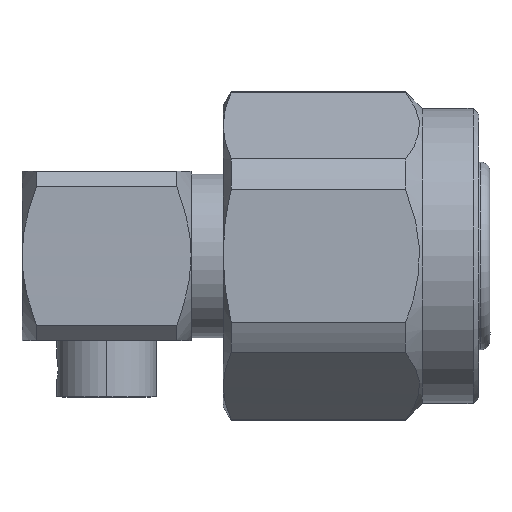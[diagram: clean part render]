
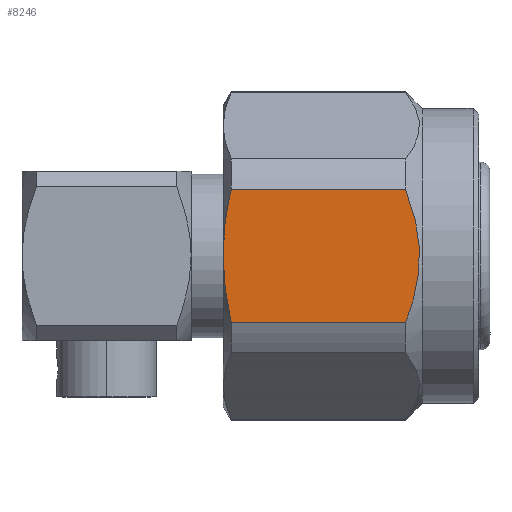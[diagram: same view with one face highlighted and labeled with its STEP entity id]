
A CAD part, top view. The second image highlights one B-rep face of the part: STEP entity #8246.
In plain terms, the highlighted planar face has unit normal (0, 0, 1).
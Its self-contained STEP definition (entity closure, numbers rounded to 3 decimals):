
#176 = CARTESIAN_POINT ( 'NONE',  ( -3.969, 1.881, 8.001 ) ) ;
#201 = CARTESIAN_POINT ( 'NONE',  ( -13.897, -2.955, 8. ) ) ;
#315 = DIRECTION ( 'NONE',  ( 0., 0., 1. ) ) ;
#421 = CARTESIAN_POINT ( 'NONE',  ( -4.5, -3.544, 8. ) ) ;
#700 = LINE ( 'NONE', #9308, #4807 ) ;
#1018 = PLANE ( 'NONE',  #7435 ) ;
#1061 = EDGE_LOOP ( 'NONE', ( #8649, #5250, #6360, #9508, #9407, #3639 ) ) ;
#1106 = CARTESIAN_POINT ( 'NONE',  ( -14.012, 2.371, 8. ) ) ;
#1302 = CARTESIAN_POINT ( 'NONE',  ( -4.097, 2.384, 8.001 ) ) ;
#1453 = EDGE_CURVE ( 'NONE', #4439, #5753, #8382, .T. ) ;
#1590 = CARTESIAN_POINT ( 'NONE',  ( -14.2, -0.023, 8. ) ) ;
#1715 = CARTESIAN_POINT ( 'NONE',  ( -14.12, 1.493, 8. ) ) ;
#1731 = CARTESIAN_POINT ( 'NONE',  ( -4.08, -2.386, 8.001 ) ) ;
#1757 = CARTESIAN_POINT ( 'NONE',  ( -14.076, -1.865, 8.001 ) ) ;
#1785 = CARTESIAN_POINT ( 'NONE',  ( -3.75, 0.601, 8. ) ) ;
#2264 = EDGE_CURVE ( 'NONE', #8370, #9623, #700, .T. ) ;
#2488 = CARTESIAN_POINT ( 'NONE',  ( -3.957, 1.828, 8.001 ) ) ;
#2514 = CARTESIAN_POINT ( 'NONE',  ( -14.051, -2.047, 8.001 ) ) ;
#2523 = CARTESIAN_POINT ( 'NONE',  ( -14.128, 1.419, 8. ) ) ;
#2526 = DIRECTION ( 'NONE',  ( 1., 0., 0. ) ) ;
#2633 = CARTESIAN_POINT ( 'NONE',  ( -14.2, 0.023, 8. ) ) ;
#3055 = CARTESIAN_POINT ( 'NONE',  ( -14.2, 0.023, 8. ) ) ;
#3226 = CARTESIAN_POINT ( 'NONE',  ( -14.19, 0.61, 8. ) ) ;
#3236 = VERTEX_POINT ( 'NONE', #421 ) ;
#3245 = CARTESIAN_POINT ( 'NONE',  ( -3.75, -0.301, 8. ) ) ;
#3274 = CARTESIAN_POINT ( 'NONE',  ( -13.977, -2.518, 8. ) ) ;
#3340 = CARTESIAN_POINT ( 'NONE',  ( 0., 0., 8. ) ) ;
#3351 = CARTESIAN_POINT ( 'NONE',  ( -3.925, -1.676, 8.001 ) ) ;
#3508 = CARTESIAN_POINT ( 'NONE',  ( -13.767, -3.544, 8. ) ) ;
#3571 = CARTESIAN_POINT ( 'NONE',  ( -4.381, 3.251, 8. ) ) ;
#3639 = ORIENTED_EDGE ( 'NONE', *, *, #2264, .F. ) ;
#4126 = FACE_OUTER_BOUND ( 'NONE', #1061, .T. ) ;
#4171 = CARTESIAN_POINT ( 'NONE',  ( -13.767, 3.544, 8. ) ) ;
#4213 = CARTESIAN_POINT ( 'NONE',  ( -4.5, 3.544, 8. ) ) ;
#4363 = CARTESIAN_POINT ( 'NONE',  ( -4.039, 2.168, 8.001 ) ) ;
#4439 = VERTEX_POINT ( 'NONE', #5299 ) ;
#4562 = CARTESIAN_POINT ( 'NONE',  ( -4.263, -2.958, 8. ) ) ;
#4794 = CARTESIAN_POINT ( 'NONE',  ( -3.818, 1.195, 8.001 ) ) ;
#4807 = VECTOR ( 'NONE', #8355, 1000. ) ;
#4817 = CARTESIAN_POINT ( 'NONE',  ( -14.08, -1.83, 8.001 ) ) ;
#4879 = CARTESIAN_POINT ( 'NONE',  ( -14.104, 1.641, 8. ) ) ;
#4947 = CARTESIAN_POINT ( 'NONE',  ( -14.199, -0.613, 8. ) ) ;
#5018 = CARTESIAN_POINT ( 'NONE',  ( -13.836, -3.248, 8. ) ) ;
#5121 = CARTESIAN_POINT ( 'NONE',  ( -4.139, 2.528, 8.001 ) ) ;
#5250 = ORIENTED_EDGE ( 'NONE', *, *, #5493, .F. ) ;
#5299 = CARTESIAN_POINT ( 'NONE',  ( -13.767, 3.544, 8. ) ) ;
#5318 = EDGE_CURVE ( 'NONE', #9623, #4439, #9631, .T. ) ;
#5323 = CARTESIAN_POINT ( 'NONE',  ( -3.961, 1.845, 8.001 ) ) ;
#5493 = EDGE_CURVE ( 'NONE', #3236, #6581, #9182, .T. ) ;
#5555 = CARTESIAN_POINT ( 'NONE',  ( -4.012, 2.06, 8.001 ) ) ;
#5577 = CARTESIAN_POINT ( 'NONE',  ( -14.066, -1.938, 8.001 ) ) ;
#5753 = VERTEX_POINT ( 'NONE', #4213 ) ;
#5890 = CARTESIAN_POINT ( 'NONE',  ( -4.276, 2.961, 8. ) ) ;
#6020 = DIRECTION ( 'NONE',  ( 1., 0., 0. ) ) ;
#6075 = CARTESIAN_POINT ( 'NONE',  ( -3.949, -1.792, 8.001 ) ) ;
#6286 = CARTESIAN_POINT ( 'NONE',  ( -14.161, 1.05, 8. ) ) ;
#6308 = CARTESIAN_POINT ( 'NONE',  ( -3.898, -1.542, 8.001 ) ) ;
#6335 = CARTESIAN_POINT ( 'NONE',  ( -14.001, -2.373, 8. ) ) ;
#6358 = EDGE_CURVE ( 'NONE', #5753, #3236, #9619, .T. ) ;
#6360 = ORIENTED_EDGE ( 'NONE', *, *, #6358, .F. ) ;
#6393 = CARTESIAN_POINT ( 'NONE',  ( -13.906, 2.949, 8. ) ) ;
#6522 = CARTESIAN_POINT ( 'NONE',  ( -14.161, -1.193, 8.001 ) ) ;
#6535 = CARTESIAN_POINT ( 'NONE',  ( -13.767, -3.544, 8. ) ) ;
#6581 = VERTEX_POINT ( 'NONE', #3508 ) ;
#6826 = CARTESIAN_POINT ( 'NONE',  ( -4.5, 3.544, 8. ) ) ;
#7059 = CARTESIAN_POINT ( 'NONE',  ( -3.981, 1.935, 8.001 ) ) ;
#7110 = EDGE_CURVE ( 'NONE', #6581, #8370, #7163, .T. ) ;
#7163 = B_SPLINE_CURVE_WITH_KNOTS ( 'NONE', 3,
 ( #6535, #5018, #201, #3274, #6335, #9415, #2514, #5577, #1757, #4817, #6522, #4947, #8696 ),
 .UNSPECIFIED., .F., .F.,
 ( 4, 2, 2, 1, 2, 2, 4 ),
 ( 0., 0.25, 0.375, 0.438, 0.469, 0.5, 1. ),
 .UNSPECIFIED. ) ;
#7430 = VECTOR ( 'NONE', #7515, 1000. ) ;
#7435 = AXIS2_PLACEMENT_3D ( 'NONE', #3340, #315, #2526 ) ;
#7515 = DIRECTION ( 'NONE',  ( -1., 0., 0. ) ) ;
#7854 = VECTOR ( 'NONE', #6020, 1000. ) ;
#7922 = CARTESIAN_POINT ( 'NONE',  ( -3.839, -1.201, 8.001 ) ) ;
#8007 = CARTESIAN_POINT ( 'NONE',  ( -14.095, 1.718, 8. ) ) ;
#8246 = ADVANCED_FACE ( 'NONE', ( #4126 ), #1018, .T. ) ;
#8284 = CARTESIAN_POINT ( 'NONE',  ( 0.499, -3.544, 8. ) ) ;
#8355 = DIRECTION ( 'NONE',  ( 0., 1., 0. ) ) ;
#8370 = VERTEX_POINT ( 'NONE', #1590 ) ;
#8382 = LINE ( 'NONE', #9194, #7854 ) ;
#8446 = CARTESIAN_POINT ( 'NONE',  ( -3.818, -1.05, 8.001 ) ) ;
#8617 = CARTESIAN_POINT ( 'NONE',  ( -14.149, 1.197, 8. ) ) ;
#8633 = CARTESIAN_POINT ( 'NONE',  ( -3.945, -1.772, 8.001 ) ) ;
#8649 = ORIENTED_EDGE ( 'NONE', *, *, #7110, .F. ) ;
#8696 = CARTESIAN_POINT ( 'NONE',  ( -14.2, -0.023, 8. ) ) ;
#8740 = CARTESIAN_POINT ( 'NONE',  ( -3.767, -0.599, 8. ) ) ;
#8818 = CARTESIAN_POINT ( 'NONE',  ( -14.199, 0.318, 8. ) ) ;
#9158 = CARTESIAN_POINT ( 'NONE',  ( -4.5, -3.544, 8. ) ) ;
#9182 = LINE ( 'NONE', #8284, #7430 ) ;
#9194 = CARTESIAN_POINT ( 'NONE',  ( 0.499, 3.544, 8. ) ) ;
#9308 = CARTESIAN_POINT ( 'NONE',  ( -14.2, 0., 8. ) ) ;
#9391 = CARTESIAN_POINT ( 'NONE',  ( -3.937, -1.733, 8.001 ) ) ;
#9407 = ORIENTED_EDGE ( 'NONE', *, *, #5318, .F. ) ;
#9415 = CARTESIAN_POINT ( 'NONE',  ( -14.035, -2.155, 8.001 ) ) ;
#9508 = ORIENTED_EDGE ( 'NONE', *, *, #1453, .F. ) ;
#9619 = B_SPLINE_CURVE_WITH_KNOTS ( 'NONE', 3,
 ( #6826, #3571, #5890, #5121, #1302, #4363, #5555, #7059, #176, #5323, #2488, #4794, #1785, #3245, #8740, #8446, #7922, #9955, #6308, #3351, #9391, #8633, #6075, #1731, #4562, #9158 ),
 .UNSPECIFIED., .F., .F.,
 ( 4, 2, 2, 1, 1, 2, 2, 2, 2, 2, 1, 1, 2, 2, 4 ),
 ( 0., 0.125, 0.188, 0.219, 0.234, 0.242, 0.25, 0.5, 0.625, 0.687, 0.719, 0.734, 0.742, 0.75, 1. ),
 .UNSPECIFIED. ) ;
#9623 = VERTEX_POINT ( 'NONE', #3055 ) ;
#9631 = B_SPLINE_CURVE_WITH_KNOTS ( 'NONE', 3,
 ( #2633, #8818, #3226, #6286, #8617, #2523, #1715, #4879, #8007, #1106, #6393, #4171 ),
 .UNSPECIFIED., .F., .F.,
 ( 4, 2, 2, 2, 2, 4 ),
 ( 0., 0.25, 0.375, 0.438, 0.5, 1. ),
 .UNSPECIFIED. ) ;
#9955 = CARTESIAN_POINT ( 'NONE',  ( -3.877, -1.428, 8.001 ) ) ;
